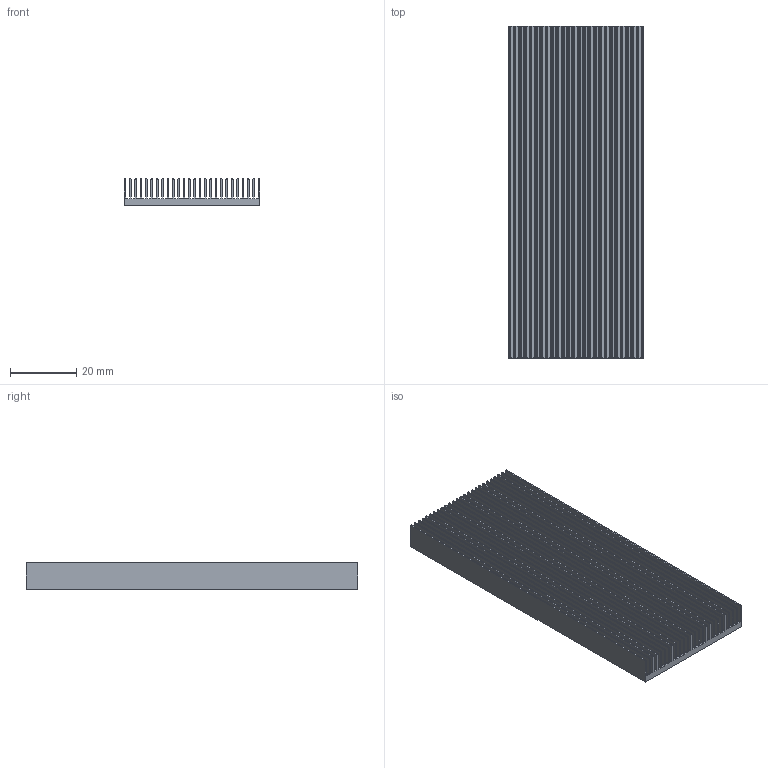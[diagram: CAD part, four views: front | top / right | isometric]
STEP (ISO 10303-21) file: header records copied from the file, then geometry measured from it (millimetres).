
FILE_DESCRIPTION(/* description */ ('Unknown'),/* implementation_level */ '2;1');
FILE_NAME(/* name */ '40x100x8mm',/* time_stamp */ '2019-01-10T11:27:34-05:00',/* author */ ('Unknown'),/* organization */ ('Unknown'),/* preprocessor_version */ 'ST-DEVELOPER v16.7',/* originating_system */ 'DEX',/* authorisation */ $);
FILE_SCHEMA (('AUTOMOTIVE_DESIGN {1 0 10303 214 3 1 1}'));
Length unit declared in the file: millimetre
Products named in the file (1): 40x100x8mm
Bounding box: 40.89 x 99.92 x 7.85 mm (x, y, z)
Volume: 16176.2 mm3; surface area: 39042.2 mm2
Topology: 1 solids, 21 shells, 379 faces, 1011 edges, 674 vertices
Faces by surface type: plane 239, cylinder 100, bspline 40
Entity records: 13657 total; most frequent: CARTESIAN_POINT 4631, ORIENTED_EDGE 2014, DIRECTION 1621, EDGE_CURVE 1007, VERTEX_POINT 674, LINE 541, VECTOR 541, AXIS2_PLACEMENT_3D 540
